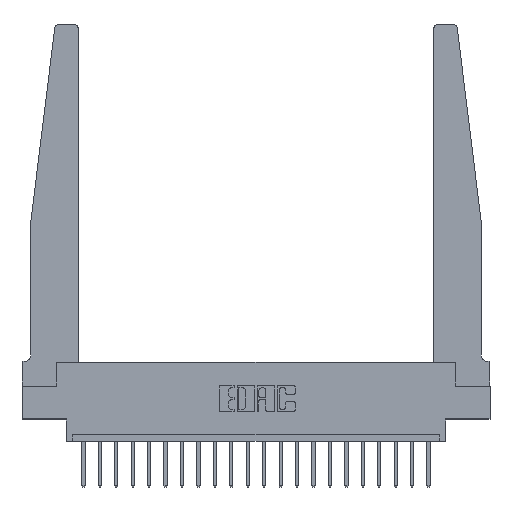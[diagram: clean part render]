
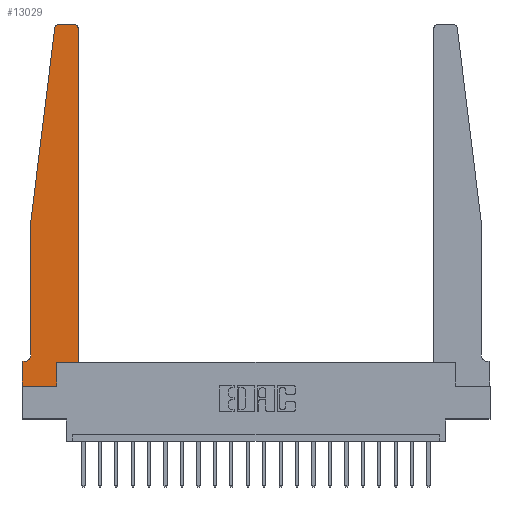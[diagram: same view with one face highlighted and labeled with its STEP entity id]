
A CAD part, top view. The second image highlights one B-rep face of the part: STEP entity #13029.
In plain terms, the highlighted planar face has unit normal (0, 0, 1).
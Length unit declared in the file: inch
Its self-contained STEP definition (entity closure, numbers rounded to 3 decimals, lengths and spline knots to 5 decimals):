
#93 = CARTESIAN_POINT ( 'NONE',  ( 0., 0.1875, 0.37 ) ) ;
#304 = DIRECTION ( 'NONE',  ( 0., 0., 1. ) ) ;
#952 = CARTESIAN_POINT ( 'NONE',  ( 0.2605, 0.18, 0.37 ) ) ;
#1048 = ORIENTED_EDGE ( 'NONE', *, *, #1887, .T. ) ;
#1251 = CARTESIAN_POINT ( 'NONE',  ( 0.2605, 0.18, 0.37 ) ) ;
#1472 = DIRECTION ( 'NONE',  ( 0., -1., 0. ) ) ;
#1511 = EDGE_CURVE ( 'NONE', #20307, #10462, #5002, .T. ) ;
#1548 = VECTOR ( 'NONE', #1771, 39.37008 ) ;
#1771 = DIRECTION ( 'NONE',  ( -0.122, -0.992, 0. ) ) ;
#1887 = EDGE_CURVE ( 'NONE', #8044, #20307, #17781, .T. ) ;
#1904 = VERTEX_POINT ( 'NONE', #9923 ) ;
#2352 = LINE ( 'NONE', #5294, #17000 ) ;
#2520 = CARTESIAN_POINT ( 'NONE',  ( 0., 0., 0.37 ) ) ;
#2788 = LINE ( 'NONE', #6153, #17025 ) ;
#3352 = CARTESIAN_POINT ( 'NONE',  ( 0.065, 0.1875, 0.37 ) ) ;
#3695 = DIRECTION ( 'NONE',  ( 1., 0., 0. ) ) ;
#3798 = VECTOR ( 'NONE', #6040, 39.37008 ) ;
#4194 = EDGE_CURVE ( 'NONE', #20082, #9643, #20174, .T. ) ;
#4327 = ORIENTED_EDGE ( 'NONE', *, *, #15471, .T. ) ;
#4400 = LINE ( 'NONE', #9133, #3798 ) ;
#4824 = VERTEX_POINT ( 'NONE', #21153 ) ;
#5002 = LINE ( 'NONE', #15398, #13065 ) ;
#5228 = VERTEX_POINT ( 'NONE', #10251 ) ;
#5294 = CARTESIAN_POINT ( 'NONE',  ( 0.425, 0.18, 0.37 ) ) ;
#5450 = CARTESIAN_POINT ( 'NONE',  ( 0.2605, 0., 0.37 ) ) ;
#5502 = ORIENTED_EDGE ( 'NONE', *, *, #4194, .T. ) ;
#6040 = DIRECTION ( 'NONE',  ( -1., 0., 0. ) ) ;
#6138 = CARTESIAN_POINT ( 'NONE',  ( 0.065, 0.2375, 0.37 ) ) ;
#6145 = DIRECTION ( 'NONE',  ( 0., 0., -1. ) ) ;
#6153 = CARTESIAN_POINT ( 'NONE',  ( 0., 0., 0.37 ) ) ;
#6475 = CARTESIAN_POINT ( 'NONE',  ( 0.065, 1.25, 0.37 ) ) ;
#6884 = AXIS2_PLACEMENT_3D ( 'NONE', #12256, #18832, #12473 ) ;
#6970 = DIRECTION ( 'NONE',  ( 1., 0., 0. ) ) ;
#7026 = VECTOR ( 'NONE', #12343, 39.37008 ) ;
#7114 = CARTESIAN_POINT ( 'NONE',  ( 0.425, 0.18, 0.37 ) ) ;
#7231 = ORIENTED_EDGE ( 'NONE', *, *, #15289, .T. ) ;
#7464 = DIRECTION ( 'NONE',  ( -1., 0., 0. ) ) ;
#7629 = DIRECTION ( 'NONE',  ( 0., 1., 0. ) ) ;
#7755 = VECTOR ( 'NONE', #9932, 39.37008 ) ;
#8044 = VERTEX_POINT ( 'NONE', #5450 ) ;
#8235 = ORIENTED_EDGE ( 'NONE', *, *, #14616, .T. ) ;
#8463 = EDGE_CURVE ( 'NONE', #10462, #11337, #2352, .T. ) ;
#8642 = DIRECTION ( 'NONE',  ( 0., 0., 1. ) ) ;
#8697 = ORIENTED_EDGE ( 'NONE', *, *, #20771, .T. ) ;
#8780 = ORIENTED_EDGE ( 'NONE', *, *, #20725, .T. ) ;
#9015 = VERTEX_POINT ( 'NONE', #6138 ) ;
#9133 = CARTESIAN_POINT ( 'NONE',  ( 0.25, 2.75, 0.37 ) ) ;
#9643 = VERTEX_POINT ( 'NONE', #20032 ) ;
#9817 = AXIS2_PLACEMENT_3D ( 'NONE', #13221, #8642, #19941 ) ;
#9923 = CARTESIAN_POINT ( 'NONE',  ( 0.27653, 2.75, 0.37 ) ) ;
#9932 = DIRECTION ( 'NONE',  ( -1., 0., 0. ) ) ;
#10251 = CARTESIAN_POINT ( 'NONE',  ( 0.015, 0.1875, 0.37 ) ) ;
#10286 = VECTOR ( 'NONE', #7629, 39.37008 ) ;
#10462 = VERTEX_POINT ( 'NONE', #7114 ) ;
#10672 = CARTESIAN_POINT ( 'NONE',  ( 0.425, 2.72, 0.37 ) ) ;
#11337 = VERTEX_POINT ( 'NONE', #10672 ) ;
#11416 = CARTESIAN_POINT ( 'NONE',  ( 0.065, 1.25, 0.37 ) ) ;
#12256 = CARTESIAN_POINT ( 'NONE',  ( 0.395, 2.72, 0.37 ) ) ;
#12260 = CARTESIAN_POINT ( 'NONE',  ( 0., 0., 0.37 ) ) ;
#12343 = DIRECTION ( 'NONE',  ( 0., -1., 0. ) ) ;
#12473 = DIRECTION ( 'NONE',  ( 1., 0., 0. ) ) ;
#12737 = FACE_OUTER_BOUND ( 'NONE', #19540, .T. ) ;
#13029 = ADVANCED_FACE ( 'NONE', ( #12737 ), #17547, .T. ) ;
#13065 = VECTOR ( 'NONE', #6970, 39.37008 ) ;
#13221 = CARTESIAN_POINT ( 'NONE',  ( 0.27653, 2.72, 0.37 ) ) ;
#13224 = AXIS2_PLACEMENT_3D ( 'NONE', #17735, #6145, #7464 ) ;
#13641 = CIRCLE ( 'NONE', #9817, 0.03 ) ;
#13653 = CARTESIAN_POINT ( 'NONE',  ( 0., 0.1875, 0.37 ) ) ;
#14179 = VECTOR ( 'NONE', #1472, 39.37008 ) ;
#14616 = EDGE_CURVE ( 'NONE', #5228, #18242, #18235, .T. ) ;
#15289 = EDGE_CURVE ( 'NONE', #1904, #20082, #13641, .T. ) ;
#15398 = CARTESIAN_POINT ( 'NONE',  ( 0.425, 0.18, 0.37 ) ) ;
#15471 = EDGE_CURVE ( 'NONE', #18242, #16687, #19039, .T. ) ;
#15494 = ORIENTED_EDGE ( 'NONE', *, *, #19340, .T. ) ;
#15545 = ORIENTED_EDGE ( 'NONE', *, *, #8463, .T. ) ;
#16152 = EDGE_CURVE ( 'NONE', #9643, #9015, #21449, .T. ) ;
#16322 = CIRCLE ( 'NONE', #6884, 0.03 ) ;
#16370 = CARTESIAN_POINT ( 'NONE',  ( 0.24675, 2.72367, 0.37 ) ) ;
#16687 = VERTEX_POINT ( 'NONE', #12260 ) ;
#17000 = VECTOR ( 'NONE', #18661, 39.37008 ) ;
#17025 = VECTOR ( 'NONE', #21326, 39.37008 ) ;
#17547 = PLANE ( 'NONE',  #21025 ) ;
#17735 = CARTESIAN_POINT ( 'NONE',  ( 0.015, 0.2375, 0.37 ) ) ;
#17781 = LINE ( 'NONE', #952, #10286 ) ;
#18235 = LINE ( 'NONE', #3352, #7755 ) ;
#18242 = VERTEX_POINT ( 'NONE', #93 ) ;
#18661 = DIRECTION ( 'NONE',  ( 0., 1., 0. ) ) ;
#18832 = DIRECTION ( 'NONE',  ( 0., 0., 1. ) ) ;
#18833 = CIRCLE ( 'NONE', #13224, 0.05 ) ;
#18935 = ORIENTED_EDGE ( 'NONE', *, *, #19456, .T. ) ;
#19039 = LINE ( 'NONE', #2520, #7026 ) ;
#19340 = EDGE_CURVE ( 'NONE', #16687, #8044, #2788, .T. ) ;
#19416 = ORIENTED_EDGE ( 'NONE', *, *, #16152, .T. ) ;
#19456 = EDGE_CURVE ( 'NONE', #11337, #4824, #16322, .T. ) ;
#19540 = EDGE_LOOP ( 'NONE', ( #8780, #7231, #5502, #19416, #8697, #8235, #4327, #15494, #1048, #20160, #15545, #18935 ) ) ;
#19941 = DIRECTION ( 'NONE',  ( 1., 0., 0. ) ) ;
#20032 = CARTESIAN_POINT ( 'NONE',  ( 0.065, 1.25, 0.37 ) ) ;
#20082 = VERTEX_POINT ( 'NONE', #16370 ) ;
#20160 = ORIENTED_EDGE ( 'NONE', *, *, #1511, .T. ) ;
#20174 = LINE ( 'NONE', #6475, #1548 ) ;
#20307 = VERTEX_POINT ( 'NONE', #1251 ) ;
#20725 = EDGE_CURVE ( 'NONE', #4824, #1904, #4400, .T. ) ;
#20771 = EDGE_CURVE ( 'NONE', #9015, #5228, #18833, .T. ) ;
#21025 = AXIS2_PLACEMENT_3D ( 'NONE', #13653, #304, #3695 ) ;
#21153 = CARTESIAN_POINT ( 'NONE',  ( 0.395, 2.75, 0.37 ) ) ;
#21326 = DIRECTION ( 'NONE',  ( 1., 0., 0. ) ) ;
#21449 = LINE ( 'NONE', #11416, #14179 ) ;
